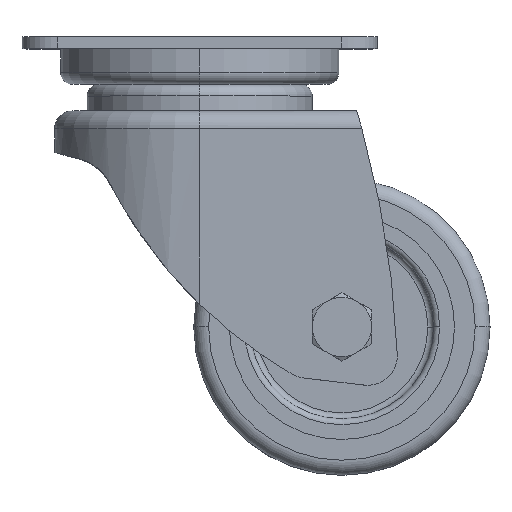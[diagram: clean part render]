
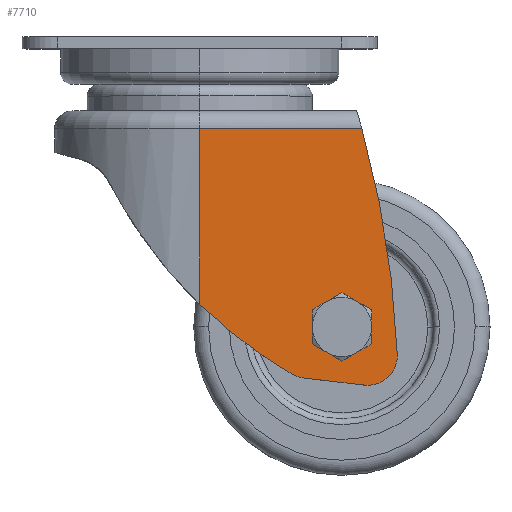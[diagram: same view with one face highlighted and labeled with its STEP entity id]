
A CAD part, top view. The second image highlights one B-rep face of the part: STEP entity #7710.
In plain terms, the highlighted planar face has unit normal (0, 0, 1).
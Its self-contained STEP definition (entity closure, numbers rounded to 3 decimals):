
#254 = VECTOR ( 'NONE', #9264, 1000. ) ;
#277 = CIRCLE ( 'NONE', #5396, 3.1 ) ;
#395 = DIRECTION ( 'NONE',  ( 0., 0., 1. ) ) ;
#438 = CARTESIAN_POINT ( 'NONE',  ( 18.096, 6.847, 24.5 ) ) ;
#489 = VERTEX_POINT ( 'NONE', #8456 ) ;
#492 = EDGE_CURVE ( 'NONE', #7652, #9091, #9052, .T. ) ;
#612 = PLANE ( 'NONE',  #6574 ) ;
#618 = CARTESIAN_POINT ( 'NONE',  ( 20.9, 10.5, 24.5 ) ) ;
#680 = CARTESIAN_POINT ( 'NONE',  ( 27.359, 44., 24.5 ) ) ;
#693 = LINE ( 'NONE', #8958, #10170 ) ;
#756 = ORIENTED_EDGE ( 'NONE', *, *, #2259, .T. ) ;
#863 = ORIENTED_EDGE ( 'NONE', *, *, #1592, .T. ) ;
#935 = EDGE_CURVE ( 'NONE', #10388, #9773, #6220, .T. ) ;
#987 = CARTESIAN_POINT ( 'NONE',  ( 15.586, 2.522, 24.5 ) ) ;
#1027 = EDGE_CURVE ( 'NONE', #6323, #1980, #8691, .T. ) ;
#1046 = ORIENTED_EDGE ( 'NONE', *, *, #1027, .F. ) ;
#1188 = ORIENTED_EDGE ( 'NONE', *, *, #935, .T. ) ;
#1526 = DIRECTION ( 'NONE',  ( -1., 0., 0. ) ) ;
#1592 = EDGE_CURVE ( 'NONE', #9091, #10388, #8928, .T. ) ;
#1962 = EDGE_CURVE ( 'NONE', #489, #2867, #3604, .T. ) ;
#1980 = VERTEX_POINT ( 'NONE', #618 ) ;
#2109 = CARTESIAN_POINT ( 'NONE',  ( 27.775, 0.674, 24.5 ) ) ;
#2132 = EDGE_CURVE ( 'NONE', #3495, #5638, #6005, .T. ) ;
#2173 = DIRECTION ( 'NONE',  ( 0., 0., 1. ) ) ;
#2234 = CARTESIAN_POINT ( 'NONE',  ( 0., 44., 24.5 ) ) ;
#2259 = EDGE_CURVE ( 'NONE', #5638, #489, #2904, .T. ) ;
#2335 = VECTOR ( 'NONE', #9167, 1000. ) ;
#2345 = CARTESIAN_POINT ( 'NONE',  ( 0., 47., 24.5 ) ) ;
#2492 = DIRECTION ( 'NONE',  ( 0., 0., 1. ) ) ;
#2567 = CARTESIAN_POINT ( 'NONE',  ( 24., 10.5, 24.5 ) ) ;
#2679 = AXIS2_PLACEMENT_3D ( 'NONE', #5156, #9438, #6183 ) ;
#2867 = VERTEX_POINT ( 'NONE', #680 ) ;
#2904 = CIRCLE ( 'NONE', #2679, 5. ) ;
#3495 = VERTEX_POINT ( 'NONE', #2109 ) ;
#3571 = DIRECTION ( 'NONE',  ( 1., 0., 0. ) ) ;
#3604 = CIRCLE ( 'NONE', #3898, 170. ) ;
#3898 = AXIS2_PLACEMENT_3D ( 'NONE', #5758, #8326, #1526 ) ;
#3916 = AXIS2_PLACEMENT_3D ( 'NONE', #2567, #5862, #4245 ) ;
#4045 = EDGE_CURVE ( 'NONE', #2867, #7652, #693, .T. ) ;
#4245 = DIRECTION ( 'NONE',  ( 1., 0., 0. ) ) ;
#4749 = LINE ( 'NONE', #5053, #2335 ) ;
#5025 = AXIS2_PLACEMENT_3D ( 'NONE', #7576, #2492, #5830 ) ;
#5053 = CARTESIAN_POINT ( 'NONE',  ( 27.775, 0.674, 24.5 ) ) ;
#5156 = CARTESIAN_POINT ( 'NONE',  ( 28.359, 5.639, 24.5 ) ) ;
#5212 = DIRECTION ( 'NONE',  ( 0., 0., 1. ) ) ;
#5325 = EDGE_LOOP ( 'NONE', ( #10510, #10956, #7896, #863, #1188, #6552, #7004, #756 ) ) ;
#5396 = AXIS2_PLACEMENT_3D ( 'NONE', #5543, #395, #6417 ) ;
#5543 = CARTESIAN_POINT ( 'NONE',  ( 24., 10.5, 24.5 ) ) ;
#5612 = CARTESIAN_POINT ( 'NONE',  ( 0., 14.332, 24.5 ) ) ;
#5638 = VERTEX_POINT ( 'NONE', #9444 ) ;
#5758 = CARTESIAN_POINT ( 'NONE',  ( -136.495, -1.297, 24.5 ) ) ;
#5830 = DIRECTION ( 'NONE',  ( -1., 0., 0. ) ) ;
#5862 = DIRECTION ( 'NONE',  ( 0., 0., 1. ) ) ;
#6005 = CIRCLE ( 'NONE', #5025, 5. ) ;
#6183 = DIRECTION ( 'NONE',  ( -1., 0., 0. ) ) ;
#6220 = CIRCLE ( 'NONE', #7960, 5. ) ;
#6323 = VERTEX_POINT ( 'NONE', #8713 ) ;
#6373 = DIRECTION ( 'NONE',  ( -1., 0., 0. ) ) ;
#6417 = DIRECTION ( 'NONE',  ( 1., 0., 0. ) ) ;
#6463 = DIRECTION ( 'NONE',  ( -1., 0., 0. ) ) ;
#6552 = ORIENTED_EDGE ( 'NONE', *, *, #8325, .T. ) ;
#6574 = AXIS2_PLACEMENT_3D ( 'NONE', #2345, #8360, #6612 ) ;
#6612 = DIRECTION ( 'NONE',  ( -1., 0., 0. ) ) ;
#7004 = ORIENTED_EDGE ( 'NONE', *, *, #2132, .T. ) ;
#7452 = CARTESIAN_POINT ( 'NONE',  ( 17.512, 1.881, 24.5 ) ) ;
#7576 = CARTESIAN_POINT ( 'NONE',  ( 28.359, 5.639, 24.5 ) ) ;
#7614 = EDGE_CURVE ( 'NONE', #1980, #6323, #277, .T. ) ;
#7652 = VERTEX_POINT ( 'NONE', #2234 ) ;
#7710 = ADVANCED_FACE ( 'NONE', ( #10168, #9068 ), #612, .F. ) ;
#7734 = AXIS2_PLACEMENT_3D ( 'NONE', #10311, #5212, #3571 ) ;
#7896 = ORIENTED_EDGE ( 'NONE', *, *, #492, .T. ) ;
#7960 = AXIS2_PLACEMENT_3D ( 'NONE', #438, #2173, #6463 ) ;
#8325 = EDGE_CURVE ( 'NONE', #9773, #3495, #4749, .T. ) ;
#8326 = DIRECTION ( 'NONE',  ( 0., 0., 1. ) ) ;
#8360 = DIRECTION ( 'NONE',  ( 0., 0., -1. ) ) ;
#8456 = CARTESIAN_POINT ( 'NONE',  ( 33.355, 5.849, 24.5 ) ) ;
#8691 = CIRCLE ( 'NONE', #3916, 3.1 ) ;
#8713 = CARTESIAN_POINT ( 'NONE',  ( 27.1, 10.5, 24.5 ) ) ;
#8928 = CIRCLE ( 'NONE', #7734, 80. ) ;
#8958 = CARTESIAN_POINT ( 'NONE',  ( 0., 44., 24.5 ) ) ;
#9052 = LINE ( 'NONE', #9298, #254 ) ;
#9068 = FACE_OUTER_BOUND ( 'NONE', #5325, .T. ) ;
#9091 = VERTEX_POINT ( 'NONE', #5612 ) ;
#9167 = DIRECTION ( 'NONE',  ( 0.993, -0.117, 0. ) ) ;
#9264 = DIRECTION ( 'NONE',  ( 0., -1., 0. ) ) ;
#9298 = CARTESIAN_POINT ( 'NONE',  ( 0., 47., 24.5 ) ) ;
#9438 = DIRECTION ( 'NONE',  ( 0., 0., 1. ) ) ;
#9444 = CARTESIAN_POINT ( 'NONE',  ( 33.359, 5.639, 24.5 ) ) ;
#9773 = VERTEX_POINT ( 'NONE', #7452 ) ;
#10168 = FACE_BOUND ( 'NONE', #11049, .T. ) ;
#10170 = VECTOR ( 'NONE', #6373, 1000. ) ;
#10311 = CARTESIAN_POINT ( 'NONE',  ( 55.744, 71.713, 24.5 ) ) ;
#10388 = VERTEX_POINT ( 'NONE', #987 ) ;
#10510 = ORIENTED_EDGE ( 'NONE', *, *, #1962, .T. ) ;
#10956 = ORIENTED_EDGE ( 'NONE', *, *, #4045, .T. ) ;
#11049 = EDGE_LOOP ( 'NONE', ( #1046, #11083 ) ) ;
#11083 = ORIENTED_EDGE ( 'NONE', *, *, #7614, .F. ) ;
